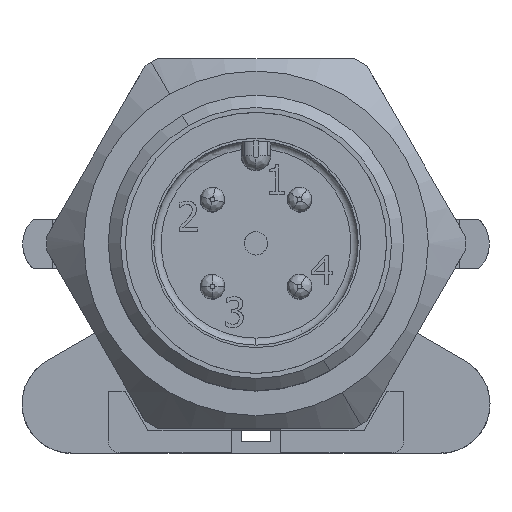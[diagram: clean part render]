
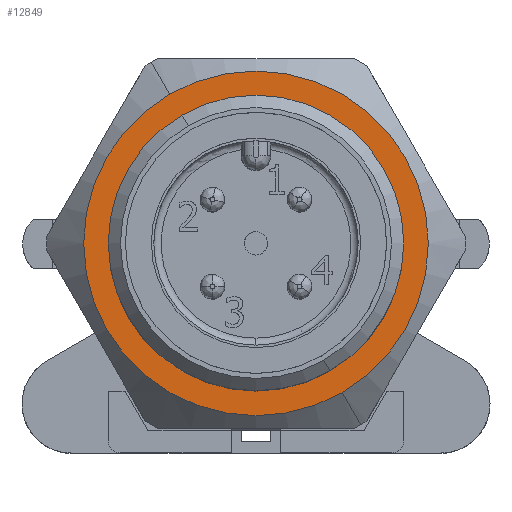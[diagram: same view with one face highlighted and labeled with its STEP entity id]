
A CAD part, top view. The second image highlights one B-rep face of the part: STEP entity #12849.
In plain terms, the highlighted planar face has unit normal (0, 0, 1).
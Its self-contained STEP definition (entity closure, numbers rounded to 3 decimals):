
#12776=AXIS2_PLACEMENT_3D('Circle Axis2P3D',#12774,#12775,$) ;
#12806=AXIS2_PLACEMENT_3D('Circle Axis2P3D',#12804,#12805,$) ;
#12825=AXIS2_PLACEMENT_3D('Plane Axis2P3D',#12822,#12823,#12824) ;
#12833=AXIS2_PLACEMENT_3D('Circle Axis2P3D',#12831,#12832,$) ;
#12842=AXIS2_PLACEMENT_3D('Circle Axis2P3D',#12840,#12841,$) ;
#12771=CARTESIAN_POINT('Vertex',(13.003,2.442,19.1)) ;
#12774=CARTESIAN_POINT('Axis2P3D Location',(9.505,8.5,19.1)) ;
#12778=CARTESIAN_POINT('Vertex',(6.007,14.558,19.1)) ;
#12804=CARTESIAN_POINT('Axis2P3D Location',(9.505,8.5,19.1)) ;
#12822=CARTESIAN_POINT('Axis2P3D Location',(5.842,14.844,19.1)) ;
#12831=CARTESIAN_POINT('Axis2P3D Location',(9.505,8.5,19.1)) ;
#12835=CARTESIAN_POINT('Vertex',(12.505,3.304,19.1)) ;
#12837=CARTESIAN_POINT('Vertex',(6.505,13.696,19.1)) ;
#12840=CARTESIAN_POINT('Axis2P3D Location',(9.505,8.5,19.1)) ;
#12775=DIRECTION('Axis2P3D Direction',(0.,0.,-1.)) ;
#12805=DIRECTION('Axis2P3D Direction',(0.,0.,-1.)) ;
#12823=DIRECTION('Axis2P3D Direction',(0.,0.,1.)) ;
#12824=DIRECTION('Axis2P3D XDirection',(0.866,0.5,0.)) ;
#12832=DIRECTION('Axis2P3D Direction',(0.,0.,1.)) ;
#12841=DIRECTION('Axis2P3D Direction',(0.,0.,1.)) ;
#12828=ORIENTED_EDGE('',*,*,#12808,.T.) ;
#12829=ORIENTED_EDGE('',*,*,#12780,.T.) ;
#12846=ORIENTED_EDGE('',*,*,#12839,.F.) ;
#12847=ORIENTED_EDGE('',*,*,#12844,.F.) ;
#12848=FACE_BOUND('',#12845,.T.) ;
#12849=ADVANCED_FACE('V3',(#12830,#12848),#12826,.T.) ;
#12777=CIRCLE('generated circle',#12776,6.995) ;
#12807=CIRCLE('generated circle',#12806,6.995) ;
#12834=CIRCLE('generated circle',#12833,6.) ;
#12843=CIRCLE('generated circle',#12842,6.) ;
#12780=EDGE_CURVE('',#12779,#12772,#12777,.F.) ;
#12808=EDGE_CURVE('',#12772,#12779,#12807,.F.) ;
#12839=EDGE_CURVE('',#12836,#12838,#12834,.T.) ;
#12844=EDGE_CURVE('',#12838,#12836,#12843,.T.) ;
#12827=EDGE_LOOP('',(#12828,#12829)) ;
#12845=EDGE_LOOP('',(#12846,#12847)) ;
#12830=FACE_OUTER_BOUND('',#12827,.T.) ;
#12826=PLANE('',#12825) ;
#12772=VERTEX_POINT('',#12771) ;
#12779=VERTEX_POINT('',#12778) ;
#12836=VERTEX_POINT('',#12835) ;
#12838=VERTEX_POINT('',#12837) ;
